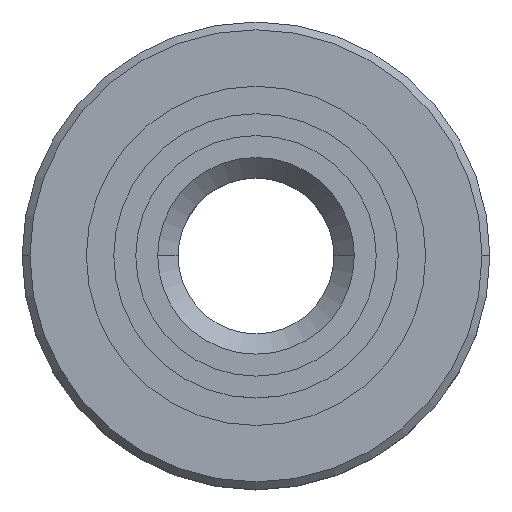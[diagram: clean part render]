
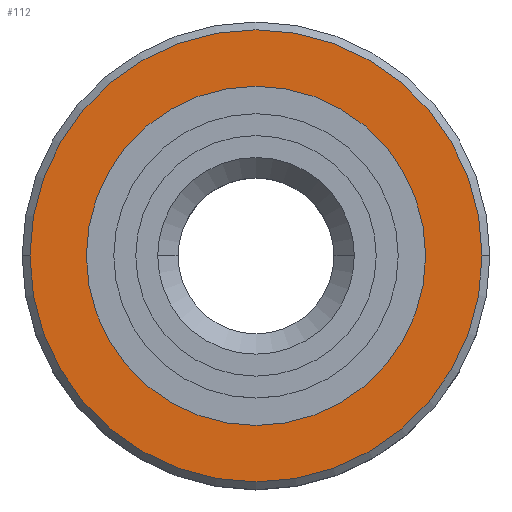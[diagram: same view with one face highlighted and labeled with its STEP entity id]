
A CAD part, top view. The second image highlights one B-rep face of the part: STEP entity #112.
In plain terms, the highlighted planar face has unit normal (0, 0, 1).
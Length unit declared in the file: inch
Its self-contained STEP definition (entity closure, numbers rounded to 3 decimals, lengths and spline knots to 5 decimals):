
#111 = EDGE_LOOP ( 'NONE', ( #1825, #1826 ) ) ;
#112 = ADVANCED_FACE ( 'NONE', ( #359, #358 ), #357, .F. ) ;
#113 = EDGE_LOOP ( 'NONE', ( #115, #114 ) ) ;
#114 = ORIENTED_EDGE ( 'NONE', *, *, #177, .F. ) ;
#115 = ORIENTED_EDGE ( 'NONE', *, *, #118, .F. ) ;
#118 = EDGE_CURVE ( 'NONE', #178, #189, #420, .T. ) ;
#142 = EDGE_CURVE ( 'NONE', #1912, #1910, #440, .T. ) ;
#177 = EDGE_CURVE ( 'NONE', #189, #178, #468, .T. ) ;
#178 = VERTEX_POINT ( 'NONE', #459 ) ;
#189 = VERTEX_POINT ( 'NONE', #512 ) ;
#353 = DIRECTION ( 'NONE',  ( -1., 0., 0. ) ) ;
#354 = DIRECTION ( 'NONE',  ( 0., 0., -1. ) ) ;
#355 = CARTESIAN_POINT ( 'NONE',  ( 0., 0.54375, 0.1875 ) ) ;
#356 = AXIS2_PLACEMENT_3D ( 'NONE', #355, #354, #353 ) ;
#357 = PLANE ( 'NONE',  #356 ) ;
#358 = FACE_OUTER_BOUND ( 'NONE', #111, .T. ) ;
#359 = FACE_BOUND ( 'NONE', #113, .T. ) ;
#416 = DIRECTION ( 'NONE',  ( 1., 0., 0. ) ) ;
#417 = DIRECTION ( 'NONE',  ( 0., 0., 1. ) ) ;
#418 = CARTESIAN_POINT ( 'NONE',  ( 0., 0., 0.1875 ) ) ;
#419 = AXIS2_PLACEMENT_3D ( 'NONE', #418, #417, #416 ) ;
#420 = CIRCLE ( 'NONE', #419, 0.40797 ) ;
#436 = DIRECTION ( 'NONE',  ( 1., 0., 0. ) ) ;
#437 = DIRECTION ( 'NONE',  ( 0., 0., 1. ) ) ;
#438 = CARTESIAN_POINT ( 'NONE',  ( 0., 0., 0.1875 ) ) ;
#439 = AXIS2_PLACEMENT_3D ( 'NONE', #438, #437, #436 ) ;
#440 = CIRCLE ( 'NONE', #439, 0.54375 ) ;
#459 = CARTESIAN_POINT ( 'NONE',  ( 0.40797, 0., 0.1875 ) ) ;
#460 = DIRECTION ( 'NONE',  ( 1., 0., 0. ) ) ;
#461 = DIRECTION ( 'NONE',  ( 0., 0., 1. ) ) ;
#462 = CARTESIAN_POINT ( 'NONE',  ( 0., 0., 0.1875 ) ) ;
#463 = AXIS2_PLACEMENT_3D ( 'NONE', #462, #461, #460 ) ;
#468 = CIRCLE ( 'NONE', #463, 0.40797 ) ;
#512 = CARTESIAN_POINT ( 'NONE',  ( -0.40797, 0., 0.1875 ) ) ;
#1318 = DIRECTION ( 'NONE',  ( 1., 0., 0. ) ) ;
#1319 = DIRECTION ( 'NONE',  ( 0., 0., 1. ) ) ;
#1320 = CARTESIAN_POINT ( 'NONE',  ( 0., 0., 0.1875 ) ) ;
#1321 = AXIS2_PLACEMENT_3D ( 'NONE', #1320, #1319, #1318 ) ;
#1322 = CIRCLE ( 'NONE', #1321, 0.54375 ) ;
#1323 = CARTESIAN_POINT ( 'NONE',  ( -0.54375, 0., 0.1875 ) ) ;
#1324 = CARTESIAN_POINT ( 'NONE',  ( 0.54375, 0., 0.1875 ) ) ;
#1825 = ORIENTED_EDGE ( 'NONE', *, *, #142, .T. ) ;
#1826 = ORIENTED_EDGE ( 'NONE', *, *, #1914, .T. ) ;
#1910 = VERTEX_POINT ( 'NONE', #1324 ) ;
#1912 = VERTEX_POINT ( 'NONE', #1323 ) ;
#1914 = EDGE_CURVE ( 'NONE', #1910, #1912, #1322, .T. ) ;
